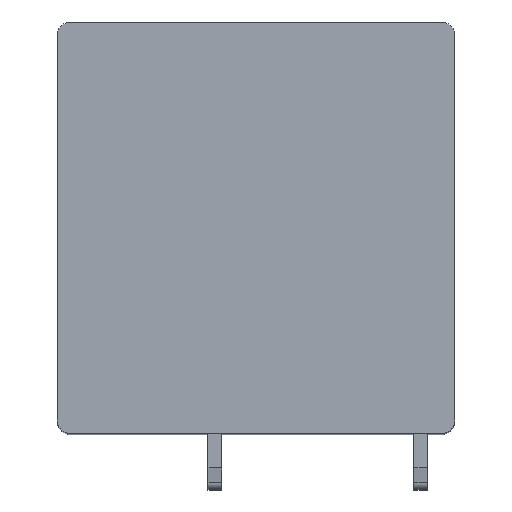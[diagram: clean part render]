
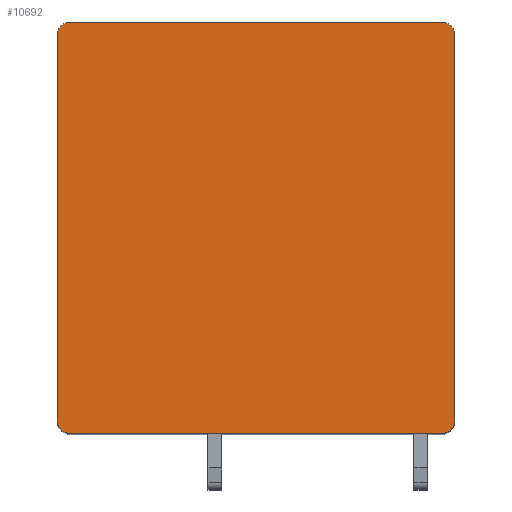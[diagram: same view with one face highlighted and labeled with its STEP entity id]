
A CAD part, top view. The second image highlights one B-rep face of the part: STEP entity #10692.
In plain terms, the highlighted planar face has unit normal (0, 0, 1).
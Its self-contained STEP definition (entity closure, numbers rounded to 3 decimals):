
#3401=CARTESIAN_POINT('',(-13.5,14.,45.));
#3402=DIRECTION('',(0.,0.,1.));
#3403=DIRECTION('',(0.,1.,0.));
#3404=AXIS2_PLACEMENT_3D('',#3401,#3402,#3403);
#3406=DIRECTION('',(-1.,0.,0.));
#3407=VECTOR('',#3406,27.);
#3408=CARTESIAN_POINT('',(13.5,15.,45.));
#3409=LINE('',#3408,#3407);
#3410=CARTESIAN_POINT('',(13.5,14.,45.));
#3411=DIRECTION('',(0.,0.,1.));
#3412=DIRECTION('',(1.,0.,0.));
#3413=AXIS2_PLACEMENT_3D('',#3410,#3411,#3412);
#3415=DIRECTION('',(0.,1.,0.));
#3416=VECTOR('',#3415,28.);
#3417=CARTESIAN_POINT('',(14.5,-14.,45.));
#3418=LINE('',#3417,#3416);
#3419=CARTESIAN_POINT('',(13.5,-14.,45.));
#3420=DIRECTION('',(0.,0.,1.));
#3421=DIRECTION('',(0.,-1.,0.));
#3422=AXIS2_PLACEMENT_3D('',#3419,#3420,#3421);
#3424=DIRECTION('',(1.,0.,0.));
#3425=VECTOR('',#3424,27.);
#3426=CARTESIAN_POINT('',(-13.5,-15.,45.));
#3427=LINE('',#3426,#3425);
#3428=CARTESIAN_POINT('',(-13.5,-14.,45.));
#3429=DIRECTION('',(0.,0.,1.));
#3430=DIRECTION('',(-1.,0.,0.));
#3431=AXIS2_PLACEMENT_3D('',#3428,#3429,#3430);
#3433=DIRECTION('',(0.,-1.,0.));
#3434=VECTOR('',#3433,28.);
#3435=CARTESIAN_POINT('',(-14.5,14.,45.));
#3436=LINE('',#3435,#3434);
#5212=CARTESIAN_POINT('',(-13.5,15.,45.));
#5213=VERTEX_POINT('',#5212);
#5214=CARTESIAN_POINT('',(-14.5,14.,45.));
#5215=VERTEX_POINT('',#5214);
#5220=CARTESIAN_POINT('',(14.5,14.,45.));
#5221=VERTEX_POINT('',#5220);
#5222=CARTESIAN_POINT('',(13.5,15.,45.));
#5223=VERTEX_POINT('',#5222);
#5228=CARTESIAN_POINT('',(-14.5,-14.,45.));
#5229=VERTEX_POINT('',#5228);
#5230=CARTESIAN_POINT('',(-13.5,-15.,45.));
#5231=VERTEX_POINT('',#5230);
#5236=CARTESIAN_POINT('',(13.5,-15.,45.));
#5237=VERTEX_POINT('',#5236);
#5238=CARTESIAN_POINT('',(14.5,-14.,45.));
#5239=VERTEX_POINT('',#5238);
#10677=CARTESIAN_POINT('',(0.,0.,45.));
#10678=DIRECTION('',(0.,0.,1.));
#10679=DIRECTION('',(1.,0.,0.));
#10680=AXIS2_PLACEMENT_3D('',#10677,#10678,#10679);
#10681=PLANE('',#10680);
#10682=ORIENTED_EDGE('',*,*,#5788,.F.);
#10683=ORIENTED_EDGE('',*,*,#5804,.F.);
#10684=ORIENTED_EDGE('',*,*,#6207,.F.);
#10685=ORIENTED_EDGE('',*,*,#6222,.F.);
#10686=ORIENTED_EDGE('',*,*,#6235,.F.);
#10687=ORIENTED_EDGE('',*,*,#6248,.F.);
#10688=ORIENTED_EDGE('',*,*,#9623,.F.);
#10689=ORIENTED_EDGE('',*,*,#9635,.F.);
#10690=EDGE_LOOP('',(#10682,#10683,#10684,#10685,#10686,#10687,#10688,#10689));
#10691=FACE_OUTER_BOUND('',#10690,.F.);
#3405=CIRCLE('',#3404,1.);
#3414=CIRCLE('',#3413,1.);
#3423=CIRCLE('',#3422,1.);
#3432=CIRCLE('',#3431,1.);
#5788=EDGE_CURVE('',#5213,#5215,#3405,.T.);
#5804=EDGE_CURVE('',#5223,#5213,#3409,.T.);
#6207=EDGE_CURVE('',#5221,#5223,#3414,.T.);
#6222=EDGE_CURVE('',#5239,#5221,#3418,.T.);
#6235=EDGE_CURVE('',#5237,#5239,#3423,.T.);
#6248=EDGE_CURVE('',#5231,#5237,#3427,.T.);
#9623=EDGE_CURVE('',#5229,#5231,#3432,.T.);
#9635=EDGE_CURVE('',#5215,#5229,#3436,.T.);
#10692=ADVANCED_FACE('',(#10691),#10681,.T.);
